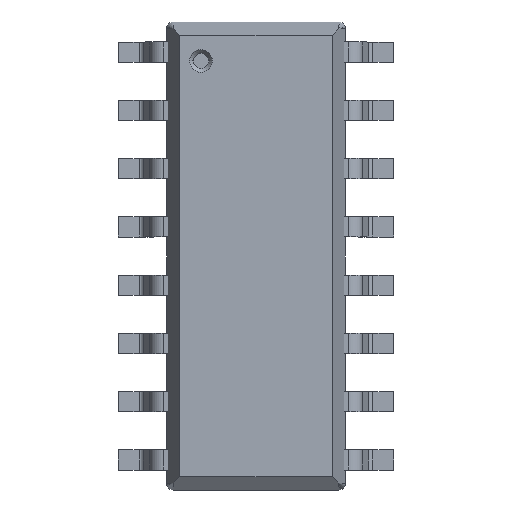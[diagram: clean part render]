
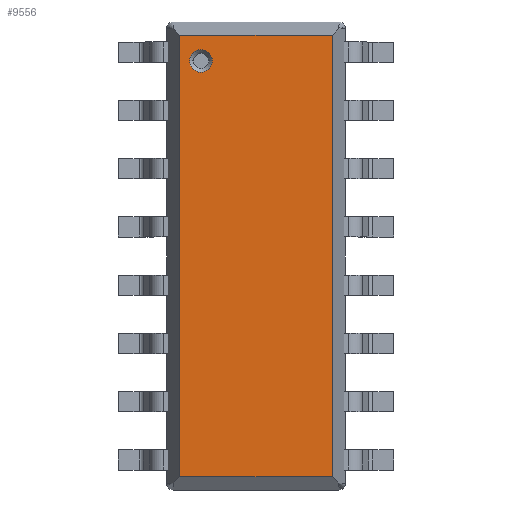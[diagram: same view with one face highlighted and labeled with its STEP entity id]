
A CAD part, top view. The second image highlights one B-rep face of the part: STEP entity #9556.
In plain terms, the highlighted planar face has unit normal (0, 0, 1).
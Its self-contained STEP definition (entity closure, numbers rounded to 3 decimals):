
#203 = ORIENTED_EDGE ( 'NONE', *, *, #8377, .F. ) ;
#283 = LINE ( 'NONE', #4364, #4380 ) ;
#515 = CARTESIAN_POINT ( 'NONE',  ( -1.45, 4.25, 1.7 ) ) ;
#521 = CARTESIAN_POINT ( 'NONE',  ( -1.8, 4.809, 1.7 ) ) ;
#789 = VERTEX_POINT ( 'NONE', #10224 ) ;
#855 = EDGE_CURVE ( 'NONE', #9715, #10030, #9541, .T. ) ;
#1706 = CARTESIAN_POINT ( 'NONE',  ( -1.659, 4.95, 1.7 ) ) ;
#1749 = CARTESIAN_POINT ( 'NONE',  ( 1.659, -4.809, 1.7 ) ) ;
#1785 = ORIENTED_EDGE ( 'NONE', *, *, #2704, .T. ) ;
#1851 = VECTOR ( 'NONE', #3971, 1000. ) ;
#2440 = DIRECTION ( 'NONE',  ( 0., 0., 1. ) ) ;
#2586 = CARTESIAN_POINT ( 'NONE',  ( -1.8, 4.95, 1.7 ) ) ;
#2704 = EDGE_CURVE ( 'NONE', #789, #3905, #3026, .T. ) ;
#2935 = EDGE_CURVE ( 'NONE', #6623, #789, #3918, .T. ) ;
#2962 = DIRECTION ( 'NONE',  ( 0., 0., 1. ) ) ;
#3026 = LINE ( 'NONE', #521, #5299 ) ;
#3280 = AXIS2_PLACEMENT_3D ( 'NONE', #8205, #2962, #8159 ) ;
#3520 = DIRECTION ( 'NONE',  ( 1., 0., 0. ) ) ;
#3596 = CARTESIAN_POINT ( 'NONE',  ( -1.659, -4.809, 1.7 ) ) ;
#3613 = DIRECTION ( 'NONE',  ( -1., 0., 0. ) ) ;
#3905 = VERTEX_POINT ( 'NONE', #4013 ) ;
#3918 = LINE ( 'NONE', #7323, #1851 ) ;
#3971 = DIRECTION ( 'NONE',  ( 0., 1., 0. ) ) ;
#4009 = ORIENTED_EDGE ( 'NONE', *, *, #2935, .T. ) ;
#4013 = CARTESIAN_POINT ( 'NONE',  ( -1.659, 4.809, 1.7 ) ) ;
#4024 = VECTOR ( 'NONE', #7616, 1000. ) ;
#4056 = PLANE ( 'NONE',  #7830 ) ;
#4092 = ORIENTED_EDGE ( 'NONE', *, *, #4371, .T. ) ;
#4121 = EDGE_CURVE ( 'NONE', #9838, #6623, #283, .T. ) ;
#4172 = CIRCLE ( 'NONE', #4739, 0.25 ) ;
#4276 = LINE ( 'NONE', #1706, #4024 ) ;
#4364 = CARTESIAN_POINT ( 'NONE',  ( -1.8, -4.809, 1.7 ) ) ;
#4371 = EDGE_CURVE ( 'NONE', #3905, #9838, #4276, .T. ) ;
#4380 = VECTOR ( 'NONE', #3520, 1000. ) ;
#4739 = AXIS2_PLACEMENT_3D ( 'NONE', #6817, #2440, #9334 ) ;
#5071 = FACE_OUTER_BOUND ( 'NONE', #5535, .T. ) ;
#5299 = VECTOR ( 'NONE', #6457, 1000. ) ;
#5535 = EDGE_LOOP ( 'NONE', ( #1785, #4092, #9126, #4009 ) ) ;
#5679 = CARTESIAN_POINT ( 'NONE',  ( -0.95, 4.25, 1.7 ) ) ;
#6156 = EDGE_LOOP ( 'NONE', ( #10952, #203 ) ) ;
#6457 = DIRECTION ( 'NONE',  ( -1., 0., 0. ) ) ;
#6623 = VERTEX_POINT ( 'NONE', #1749 ) ;
#6817 = CARTESIAN_POINT ( 'NONE',  ( -1.2, 4.25, 1.7 ) ) ;
#7323 = CARTESIAN_POINT ( 'NONE',  ( 1.659, 4.95, 1.7 ) ) ;
#7616 = DIRECTION ( 'NONE',  ( 0., -1., 0. ) ) ;
#7803 = DIRECTION ( 'NONE',  ( 0., 0., -1. ) ) ;
#7830 = AXIS2_PLACEMENT_3D ( 'NONE', #2586, #7803, #3613 ) ;
#8159 = DIRECTION ( 'NONE',  ( 1., 0., 0. ) ) ;
#8205 = CARTESIAN_POINT ( 'NONE',  ( -1.2, 4.25, 1.7 ) ) ;
#8366 = FACE_BOUND ( 'NONE', #6156, .T. ) ;
#8377 = EDGE_CURVE ( 'NONE', #10030, #9715, #4172, .T. ) ;
#9126 = ORIENTED_EDGE ( 'NONE', *, *, #4121, .T. ) ;
#9334 = DIRECTION ( 'NONE',  ( 1., 0., 0. ) ) ;
#9541 = CIRCLE ( 'NONE', #3280, 0.25 ) ;
#9556 = ADVANCED_FACE ( 'NONE', ( #8366, #5071 ), #4056, .F. ) ;
#9715 = VERTEX_POINT ( 'NONE', #5679 ) ;
#9838 = VERTEX_POINT ( 'NONE', #3596 ) ;
#10030 = VERTEX_POINT ( 'NONE', #515 ) ;
#10224 = CARTESIAN_POINT ( 'NONE',  ( 1.659, 4.809, 1.7 ) ) ;
#10952 = ORIENTED_EDGE ( 'NONE', *, *, #855, .F. ) ;
